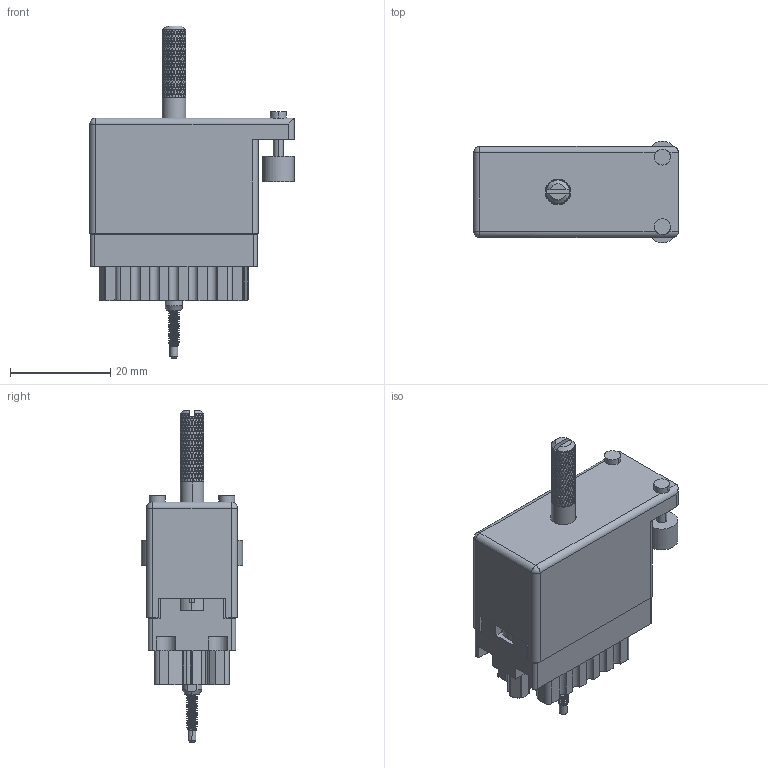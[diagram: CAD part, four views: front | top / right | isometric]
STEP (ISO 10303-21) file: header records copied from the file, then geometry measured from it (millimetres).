
FILE_DESCRIPTION (( 'STEP AP203' ), '1' );
FILE_NAME ('516-020-520-421.STEP', '2020-03-04T19:28:23', ( '' ), ( '' ), 'SwSTEP 2.0', 'SolidWorks 2016', '' );
FILE_SCHEMA (( 'CONFIG_CONTROL_DESIGN' ));
Products named in the file (13): 516-221-020-102_021; 516-221-020-102_020; 516-020-520-421; 516 Part Receptacle_020; 516-250-021-102; 516-252-022-102; 516-253-025-100; Actuating Screw Assy 020; 516-251-025-100; 516-252-021-102_020; 516-292-001_520 Contact; 516-250-020-111; 516-230-001_Plastic - 020 Side Entry
Assembly tree (32 placements, depth 3):
  516-020-520-421
    516 Part Receptacle_020
    516-292-001_520 Contact  x20
    516-230-001_Plastic - 020 Side Entry
    516-252-021-102_020  x2
    516-221-020-102_020
    Actuating Screw Assy 020
      516-251-025-100
      516-250-021-102
      516-250-020-111
      516-253-025-100
      516-252-022-102
    516-221-020-102_021
Bounding box: 40.87 x 20.24 x 66.29 mm (x, y, z)
Volume: 10702 mm3; surface area: 19883.9 mm2
Topology: 31 solids, 31 shells, 4963 faces, 12154 edges, 7260 vertices
Faces by surface type: bspline 2170, plane 1409, cylinder 1326, cone 56, sphere 2
Entity records: 193177 total; most frequent: CARTESIAN_POINT 134926, ORIENTED_EDGE 16212, EDGE_CURVE 8106, DIRECTION 6514, VERTEX_POINT 4578, EDGE_LOOP 3654, ADVANCED_FACE 3564, FACE_OUTER_BOUND 3564
